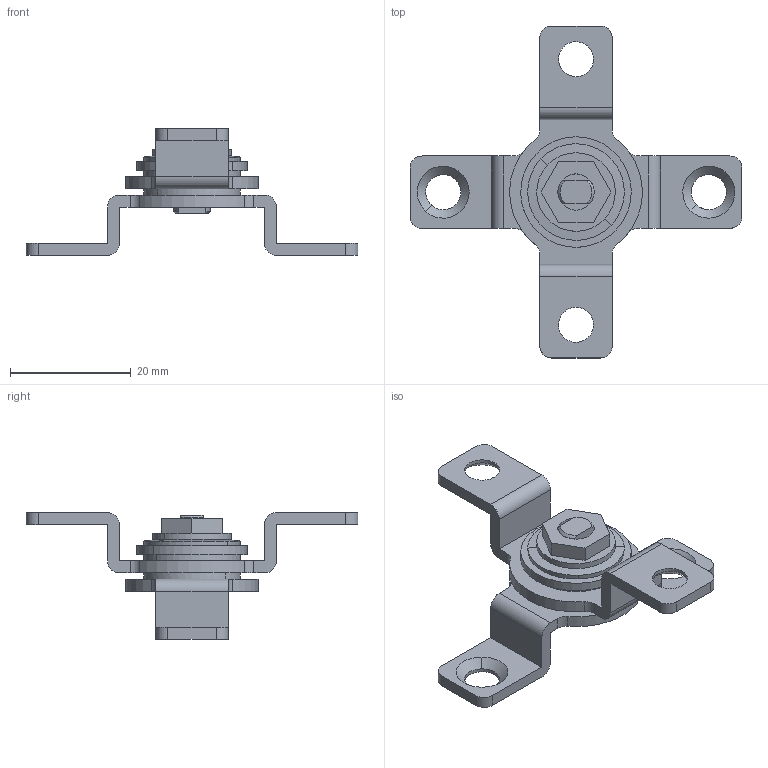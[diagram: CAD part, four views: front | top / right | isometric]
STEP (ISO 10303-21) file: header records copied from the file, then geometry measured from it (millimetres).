
FILE_DESCRIPTION((''),'2;1');
FILE_NAME('','2012-08-22T09:26:30',(''),(''),'','CADfix','');
FILE_SCHEMA(('AUTOMOTIVE_DESIGN { 1 0 10303 214 1 1 1 1 }'));
Length unit declared in the file: millimetre
Bounding box: 55 x 55 x 21 mm (x, y, z)
Volume: 4898.3 mm3; surface area: 5119.6 mm2
Topology: 2 solids, 2 shells, 122 faces, 414 edges, 304 vertices
Faces by surface type: bspline 122
Entity records: 5876 total; most frequent: CARTESIAN_POINT 3427, ORIENTED_EDGE 828, EDGE_CURVE 414, VERTEX_POINT 304, B_SPLINE_CURVE_WITH_KNOTS 228, QUASI_UNIFORM_CURVE 186, EDGE_LOOP 140, FACE_OUTER_BOUND 122
